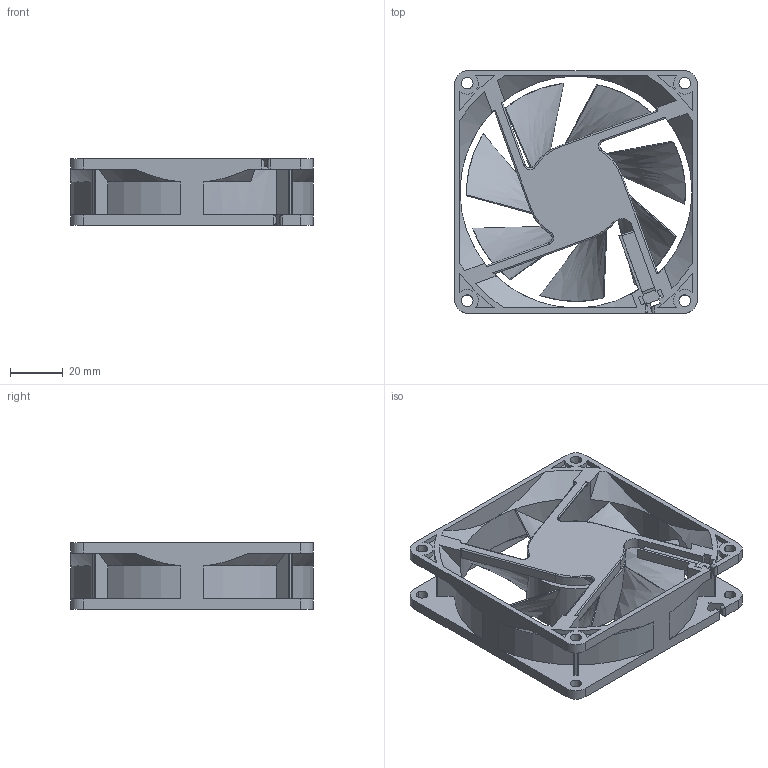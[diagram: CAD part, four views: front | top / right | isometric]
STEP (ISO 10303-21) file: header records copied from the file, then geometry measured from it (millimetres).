
FILE_DESCRIPTION((''),'2;1');
FILE_NAME('410025660002','2019-12-10T',('LIEN.CHEN'),(''),'CREO PARAMETRIC BY PTC INC, 2015080','CREO PARAMETRIC BY PTC INC, 2015080','');
FILE_SCHEMA(('CONFIG_CONTROL_DESIGN'));
Length unit declared in the file: millimetre
Products named in the file (1): 410025660002
Bounding box: 92 x 92 x 25.4 mm (x, y, z)
Volume: 56494.1 mm3; surface area: 41819.1 mm2
Topology: 2 solids, 2 shells, 310 faces, 836 edges, 545 vertices
Faces by surface type: plane 137, cylinder 105, bspline 37, cone 20, torus 11
Entity records: 13489 total; most frequent: CARTESIAN_POINT 5754, ORIENTED_EDGE 1672, DIRECTION 1495, EDGE_CURVE 836, VERTEX_POINT 545, AXIS2_PLACEMENT_3D 522, VECTOR 451, LINE 451
